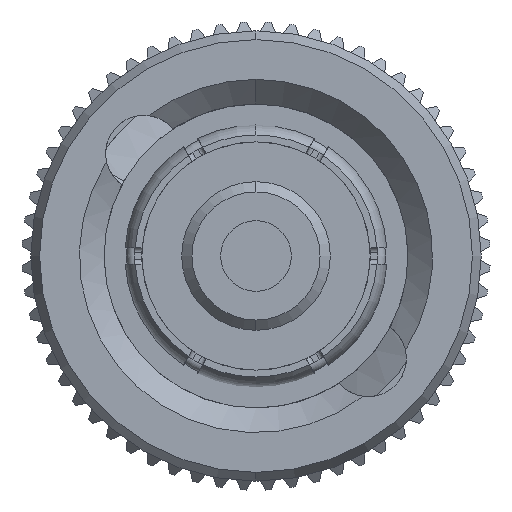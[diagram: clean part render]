
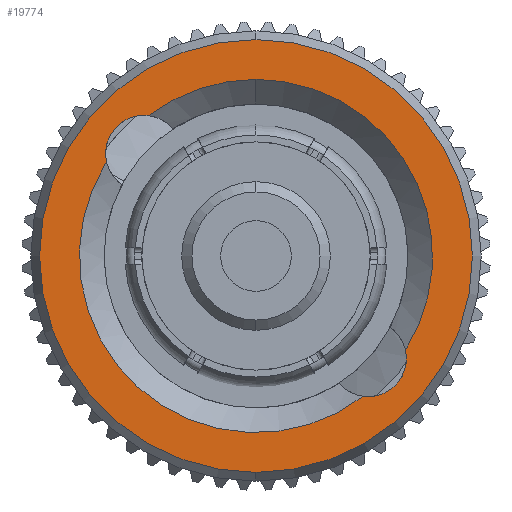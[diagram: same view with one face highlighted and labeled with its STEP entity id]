
A CAD part, left-side view. The second image highlights one B-rep face of the part: STEP entity #19774.
In plain terms, the highlighted planar face has unit normal (-1, 0, 0).
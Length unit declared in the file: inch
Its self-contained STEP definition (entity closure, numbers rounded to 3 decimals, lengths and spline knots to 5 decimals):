
#161 = CARTESIAN_POINT ( 'NONE',  ( 0.33873, 0., 0. ) ) ;
#320 = VERTEX_POINT ( 'NONE', #27437 ) ;
#569 = EDGE_CURVE ( 'NONE', #13791, #320, #7810, .T. ) ;
#1276 = DIRECTION ( 'NONE',  ( -1., 0., 0. ) ) ;
#1365 = CARTESIAN_POINT ( 'NONE',  ( 0.33873, 0., 0.26339 ) ) ;
#1374 = DIRECTION ( 'NONE',  ( 0., 0., 1. ) ) ;
#1377 = AXIS2_PLACEMENT_3D ( 'NONE', #23121, #1276, #1374 ) ;
#1908 = ORIENTED_EDGE ( 'NONE', *, *, #17992, .T. ) ;
#1911 = CIRCLE ( 'NONE', #25140, 0.04645 ) ;
#2619 = AXIS2_PLACEMENT_3D ( 'NONE', #4079, #14922, #19184 ) ;
#2674 = CARTESIAN_POINT ( 'NONE',  ( 0.33873, -0.13053, -0.17077 ) ) ;
#3617 = ORIENTED_EDGE ( 'NONE', *, *, #17917, .T. ) ;
#4004 = CIRCLE ( 'NONE', #7046, 0.21494 ) ;
#4079 = CARTESIAN_POINT ( 'NONE',  ( 0.33873, -0.13656, -0.12472 ) ) ;
#4522 = EDGE_LOOP ( 'NONE', ( #6240, #26599 ) ) ;
#5433 = CARTESIAN_POINT ( 'NONE',  ( 0.33873, -0.18188, -0.11454 ) ) ;
#6145 = AXIS2_PLACEMENT_3D ( 'NONE', #16270, #7669, #12097 ) ;
#6240 = ORIENTED_EDGE ( 'NONE', *, *, #6857, .T. ) ;
#6284 = AXIS2_PLACEMENT_3D ( 'NONE', #15299, #19655, #13228 ) ;
#6359 = CARTESIAN_POINT ( 'NONE',  ( 0.33873, 0.13656, 0.12472 ) ) ;
#6406 = DIRECTION ( 'NONE',  ( 1., 0., 0. ) ) ;
#6491 = AXIS2_PLACEMENT_3D ( 'NONE', #26003, #13015, #23909 ) ;
#6857 = EDGE_CURVE ( 'NONE', #320, #13791, #14997, .T. ) ;
#7046 = AXIS2_PLACEMENT_3D ( 'NONE', #9349, #22322, #20128 ) ;
#7669 = DIRECTION ( 'NONE',  ( -1., 0., 0. ) ) ;
#7810 = CIRCLE ( 'NONE', #25437, 0.26339 ) ;
#8033 = VERTEX_POINT ( 'NONE', #5433 ) ;
#9349 = CARTESIAN_POINT ( 'NONE',  ( 0.33873, 0., 0. ) ) ;
#11021 = DIRECTION ( 'NONE',  ( 0., 0., 1. ) ) ;
#11598 = EDGE_LOOP ( 'NONE', ( #14118, #3617, #1908, #16142, #22657, #19543 ) ) ;
#12097 = DIRECTION ( 'NONE',  ( 0., 0., 1. ) ) ;
#12711 = VERTEX_POINT ( 'NONE', #13132 ) ;
#12774 = FACE_BOUND ( 'NONE', #11598, .T. ) ;
#13015 = DIRECTION ( 'NONE',  ( 1., 0., 0. ) ) ;
#13132 = CARTESIAN_POINT ( 'NONE',  ( 0.33873, 0.13656, 0.17117 ) ) ;
#13228 = DIRECTION ( 'NONE',  ( 0., 0., -1. ) ) ;
#13731 = AXIS2_PLACEMENT_3D ( 'NONE', #21360, #6406, #14723 ) ;
#13791 = VERTEX_POINT ( 'NONE', #1365 ) ;
#14118 = ORIENTED_EDGE ( 'NONE', *, *, #27207, .F. ) ;
#14366 = VERTEX_POINT ( 'NONE', #2674 ) ;
#14723 = DIRECTION ( 'NONE',  ( 0., 0., -1. ) ) ;
#14922 = DIRECTION ( 'NONE',  ( -1., 0., 0. ) ) ;
#14997 = CIRCLE ( 'NONE', #6145, 0.26339 ) ;
#15299 = CARTESIAN_POINT ( 'NONE',  ( 0.33873, 0., -0.26339 ) ) ;
#15681 = CIRCLE ( 'NONE', #1377, 0.04645 ) ;
#16142 = ORIENTED_EDGE ( 'NONE', *, *, #25513, .F. ) ;
#16270 = CARTESIAN_POINT ( 'NONE',  ( 0.33873, 0., 0. ) ) ;
#16760 = CIRCLE ( 'NONE', #13731, 0.21494 ) ;
#17307 = EDGE_CURVE ( 'NONE', #12711, #22547, #1911, .T. ) ;
#17892 = CARTESIAN_POINT ( 'NONE',  ( 0.33873, 0., 0.21494 ) ) ;
#17917 = EDGE_CURVE ( 'NONE', #25694, #19154, #16760, .T. ) ;
#17992 = EDGE_CURVE ( 'NONE', #19154, #8033, #24575, .T. ) ;
#19154 = VERTEX_POINT ( 'NONE', #17892 ) ;
#19184 = DIRECTION ( 'NONE',  ( 0., 0., -1. ) ) ;
#19202 = FACE_OUTER_BOUND ( 'NONE', #4522, .T. ) ;
#19543 = ORIENTED_EDGE ( 'NONE', *, *, #17307, .F. ) ;
#19655 = DIRECTION ( 'NONE',  ( 1., 0., 0. ) ) ;
#19774 = ADVANCED_FACE ( 'NONE', ( #19202, #12774 ), #26202, .F. ) ;
#20128 = DIRECTION ( 'NONE',  ( 0., 0., -1. ) ) ;
#21068 = EDGE_CURVE ( 'NONE', #14366, #22547, #4004, .T. ) ;
#21360 = CARTESIAN_POINT ( 'NONE',  ( 0.33873, 0., 0. ) ) ;
#22212 = CARTESIAN_POINT ( 'NONE',  ( 0.33873, 0.13053, 0.17077 ) ) ;
#22322 = DIRECTION ( 'NONE',  ( 1., 0., 0. ) ) ;
#22547 = VERTEX_POINT ( 'NONE', #25808 ) ;
#22657 = ORIENTED_EDGE ( 'NONE', *, *, #21068, .T. ) ;
#23121 = CARTESIAN_POINT ( 'NONE',  ( 0.33873, 0.13656, 0.12472 ) ) ;
#23839 = CIRCLE ( 'NONE', #2619, 0.04645 ) ;
#23909 = DIRECTION ( 'NONE',  ( 0., 0., -1. ) ) ;
#24575 = CIRCLE ( 'NONE', #6491, 0.21494 ) ;
#25140 = AXIS2_PLACEMENT_3D ( 'NONE', #6359, #27566, #27839 ) ;
#25437 = AXIS2_PLACEMENT_3D ( 'NONE', #161, #26273, #11021 ) ;
#25513 = EDGE_CURVE ( 'NONE', #14366, #8033, #23839, .T. ) ;
#25694 = VERTEX_POINT ( 'NONE', #22212 ) ;
#25808 = CARTESIAN_POINT ( 'NONE',  ( 0.33873, 0.18188, 0.11454 ) ) ;
#26003 = CARTESIAN_POINT ( 'NONE',  ( 0.33873, 0., 0. ) ) ;
#26202 = PLANE ( 'NONE',  #6284 ) ;
#26273 = DIRECTION ( 'NONE',  ( -1., 0., 0. ) ) ;
#26599 = ORIENTED_EDGE ( 'NONE', *, *, #569, .T. ) ;
#27207 = EDGE_CURVE ( 'NONE', #25694, #12711, #15681, .T. ) ;
#27437 = CARTESIAN_POINT ( 'NONE',  ( 0.33873, 0., -0.26339 ) ) ;
#27566 = DIRECTION ( 'NONE',  ( -1., 0., 0. ) ) ;
#27839 = DIRECTION ( 'NONE',  ( 0., 0., 1. ) ) ;
